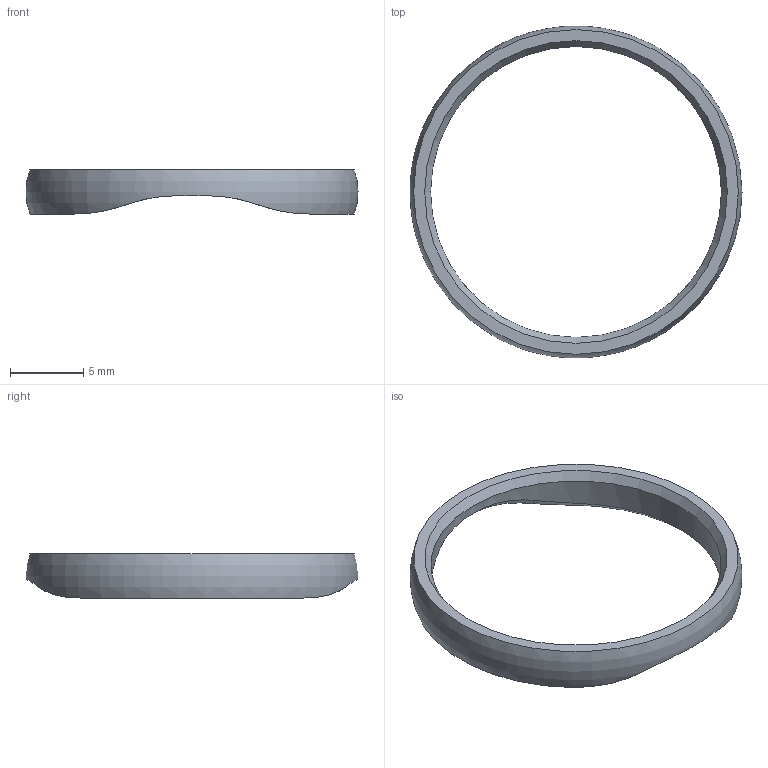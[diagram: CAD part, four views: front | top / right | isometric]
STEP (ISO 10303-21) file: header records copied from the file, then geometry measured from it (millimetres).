
FILE_DESCRIPTION(/* description */ (''),/* implementation_level */ '2;1');
FILE_NAME(/* name */ 'model.step',/* time_stamp */ '2024-05-10T17:39:18-05:00',/* author */ (''),/* organization */ (''),/* preprocessor_version */ 'ST-DEVELOPER v20',/* originating_system */ 'Autodesk Translation Framework v12.20.1.177',/* authorisation */ '');
FILE_SCHEMA (('AUTOMOTIVE_DESIGN { 1 0 10303 214 3 1 1 }'));
Length unit declared in the file: millimetre
Products named in the file (1): wedding band
Bounding box: 22.6 x 22.59 x 3 mm (x, y, z)
Volume: 216.6 mm3; surface area: 477.5 mm2
Topology: 1 solids, 1 shells, 52 faces, 136 edges, 85 vertices
Faces by surface type: bspline 28, plane 9, cylinder 9, cone 5, torus 1
Full cylindrical faces by diameter (mm): 19.8 x1
Entity records: 2051 total; most frequent: CARTESIAN_POINT 946, ORIENTED_EDGE 272, EDGE_CURVE 136, DIRECTION 136, VERTEX_POINT 85, B_SPLINE_CURVE_WITH_KNOTS 68, EDGE_LOOP 53, FACE_OUTER_BOUND 52
